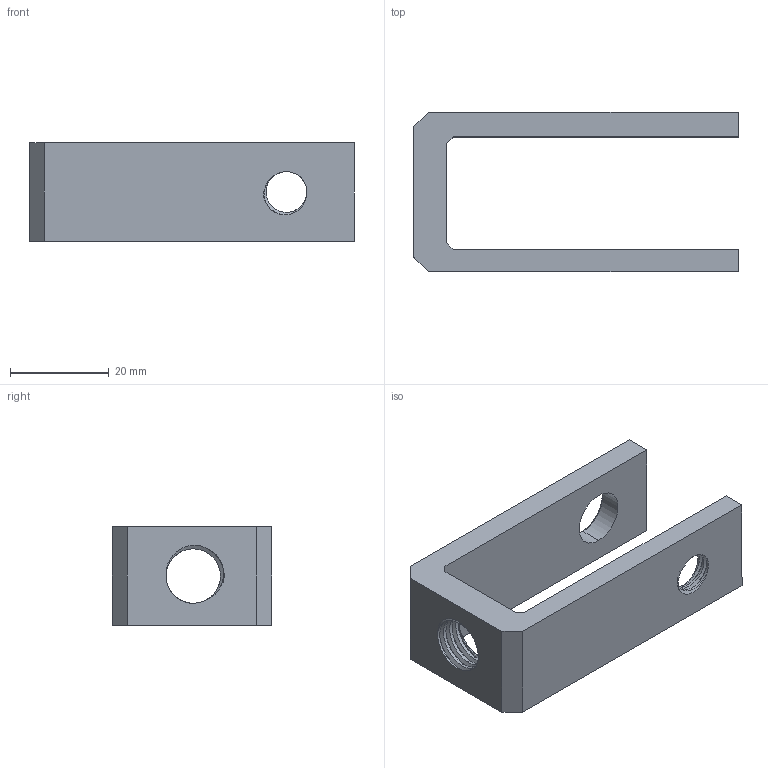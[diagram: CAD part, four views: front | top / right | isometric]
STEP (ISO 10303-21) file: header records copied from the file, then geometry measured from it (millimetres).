
FILE_DESCRIPTION (( 'STEP AP203' ), '1' );
FILE_NAME ('2Z bearing holder right body-tightener - revised.STEP', '2018-01-09T05:11:39', ( '' ), ( '' ), 'SwSTEP 2.0', 'SolidWorks 2017', '' );
FILE_SCHEMA (( 'CONFIG_CONTROL_DESIGN' ));
Length unit declared in the file: millimetre
Products named in the file (1): 2Z bearing holder right body-tightener - revised
Bounding box: 65.61 x 32.26 x 20 mm (x, y, z)
Volume: 13567.7 mm3; surface area: 7862.7 mm2
Topology: 1 solids, 1 shells, 56 faces, 152 edges, 99 vertices
Faces by surface type: plane 27, cylinder 20, bspline 7, cone 2
Entity records: 4057 total; most frequent: CARTESIAN_POINT 2704, ORIENTED_EDGE 304, DIRECTION 219, EDGE_CURVE 152, VERTEX_POINT 99, VECTOR 79, LINE 79, AXIS2_PLACEMENT_3D 70
